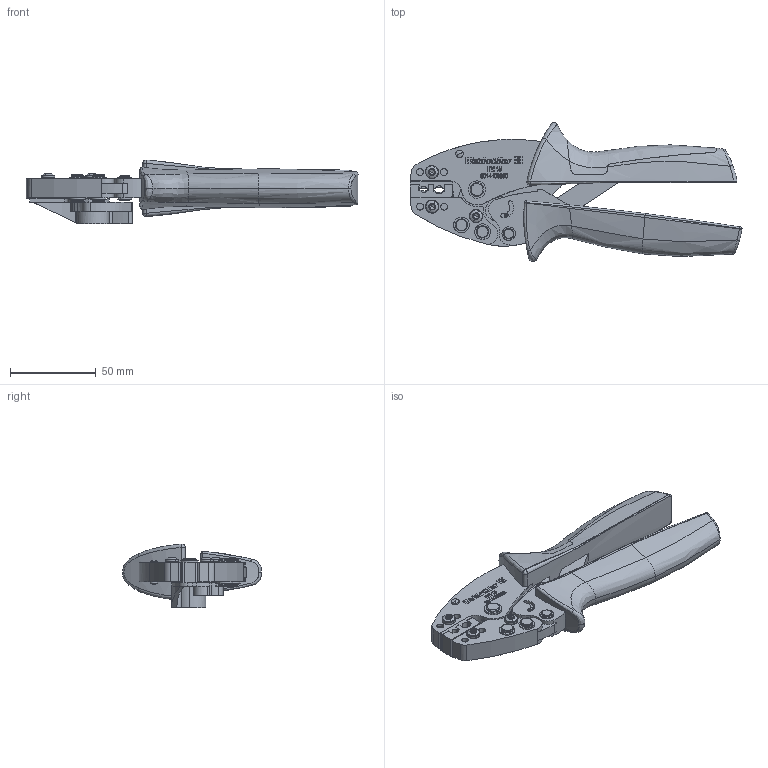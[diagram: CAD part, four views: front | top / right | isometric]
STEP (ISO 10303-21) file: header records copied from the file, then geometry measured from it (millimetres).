
FILE_DESCRIPTION(('CATIA V5 STEP Exchange','CAx-IF Rec.Pracs.--- Model Styling and Organization---1.5--- 2016-08-15','CAx-IF Rec.Pracs.---Supplemental Geometry---1.0---2011-11-01','CAx-IF Rec.Pracs.--- Composite Materials ---1.1---2010-07-15'),'2;1');
FILE_NAME ('033440-1_0', '2024-11-13T07:10:12+00:00', ('none'), ('Weidmueller'), 'CATIA Version 5-6 Release 2022 SP4 HF5', 'CATIA V5 STEP AP214 v3', 'none');
FILE_SCHEMA(('AUTOMOTIVE_DESIGN { 1 0 10303 214 1 1 1 1 }'));
Length unit declared in the file: millimetre
Products named in the file (1): 9014400000_HTI_15_AllCATPart
Bounding box: 193.63 x 81.1 x 37.31 mm (x, y, z)
Volume: 149405.2 mm3; surface area: 37447.3 mm2
Topology: 1 solids, 1 shells, 1234 faces, 3422 edges, 2267 vertices
Faces by surface type: plane 507, extrusion 329, cylinder 220, bspline 128, cone 24, torus 18, sphere 8
Entity records: 50417 total; most frequent: CARTESIAN_POINT 21377, ORIENTED_EDGE 6820, DIRECTION 3588, EDGE_CURVE 3410, VERTEX_POINT 2267, VECTOR 2024, LINE 1695, B_SPLINE_CURVE_WITH_KNOTS 1440
